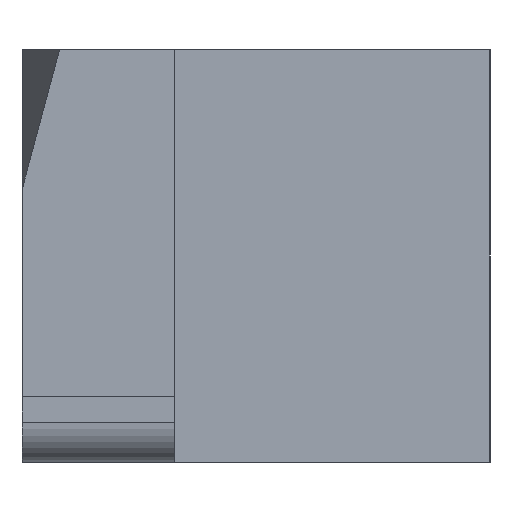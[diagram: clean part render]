
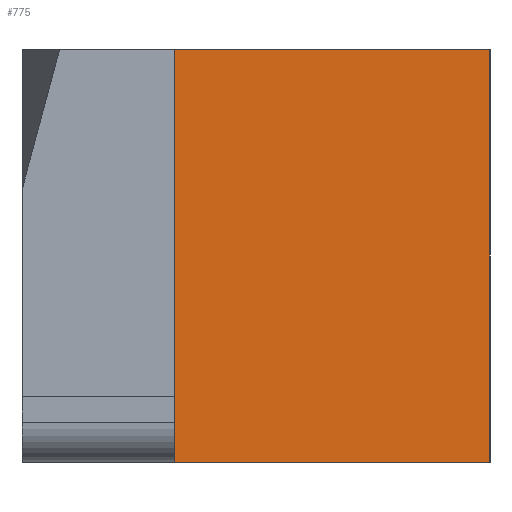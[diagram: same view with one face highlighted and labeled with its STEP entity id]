
A CAD part, left-side view. The second image highlights one B-rep face of the part: STEP entity #775.
In plain terms, the highlighted planar face has unit normal (-1, 0, 0).
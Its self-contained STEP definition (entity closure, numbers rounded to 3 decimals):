
#59=LINE('',#1259,#111);
#63=LINE('',#1279,#115);
#65=LINE('',#1283,#117);
#68=LINE('',#1294,#120);
#111=VECTOR('',#987,1000.);
#115=VECTOR('',#1005,1000.);
#117=VECTOR('',#1009,1000.);
#120=VECTOR('',#1020,1000.);
#140=PLANE('',#859);
#238=ORIENTED_EDGE('',*,*,#405,.T.);
#239=ORIENTED_EDGE('',*,*,#413,.F.);
#240=ORIENTED_EDGE('',*,*,#395,.F.);
#241=ORIENTED_EDGE('',*,*,#407,.T.);
#395=EDGE_CURVE('',#483,#484,#59,.T.);
#405=EDGE_CURVE('',#493,#492,#63,.T.);
#407=EDGE_CURVE('',#483,#493,#65,.T.);
#413=EDGE_CURVE('',#484,#492,#68,.T.);
#483=VERTEX_POINT('',#1258);
#484=VERTEX_POINT('',#1260);
#492=VERTEX_POINT('',#1278);
#493=VERTEX_POINT('',#1280);
#585=EDGE_LOOP('',(#238,#239,#240,#241));
#679=FACE_BOUND('',#585,.T.);
#775=ADVANCED_FACE('',(#679),#140,.F.);
#859=AXIS2_PLACEMENT_3D('',#1293,#1018,#1019);
#987=DIRECTION('',(0.,-1.,0.));
#1005=DIRECTION('',(0.,-1.,0.));
#1009=DIRECTION('',(0.,0.,-1.));
#1018=DIRECTION('',(1.,0.,0.));
#1019=DIRECTION('',(0.,0.,-1.));
#1020=DIRECTION('',(0.,0.,-1.));
#1258=CARTESIAN_POINT('',(0.,27.5,18.));
#1259=CARTESIAN_POINT('',(0.,27.5,18.));
#1260=CARTESIAN_POINT('',(0.,0.,18.));
#1278=CARTESIAN_POINT('',(0.,0.,-18.));
#1279=CARTESIAN_POINT('',(0.,27.5,-18.));
#1280=CARTESIAN_POINT('',(0.,27.5,-18.));
#1283=CARTESIAN_POINT('',(0.,27.5,18.));
#1293=CARTESIAN_POINT('',(0.,27.5,18.));
#1294=CARTESIAN_POINT('',(0.,0.,18.));
